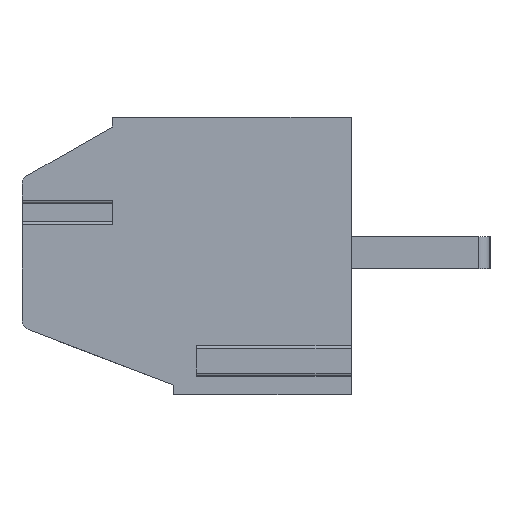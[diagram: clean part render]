
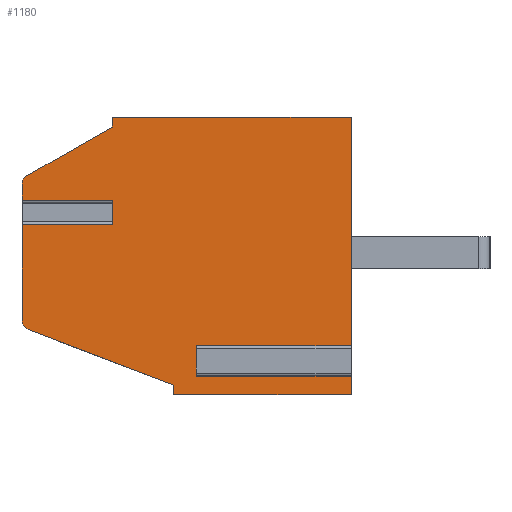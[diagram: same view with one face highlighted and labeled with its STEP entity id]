
A CAD part, left-side view. The second image highlights one B-rep face of the part: STEP entity #1180.
In plain terms, the highlighted planar face has unit normal (-1, 0, 0).
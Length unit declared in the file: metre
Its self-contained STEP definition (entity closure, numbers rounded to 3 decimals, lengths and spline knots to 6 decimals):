
#1180=ADVANCED_FACE('',(#2687),#2688,.T.);
#2687=FACE_OUTER_BOUND('',#4534,.T.);
#2688=PLANE('',#4535);
#4534=EDGE_LOOP('',(#8133,#8134,#8135,#8136,#8137,#8138,#8139,#8140,#8141,#8142,#8143,#8144,#8145,#8146,#8147,#8148,#8149,#8150));
#4535=AXIS2_PLACEMENT_3D('',#8151,#8152,#8153);
#8133=ORIENTED_EDGE('',*,*,#12335,.T.);
#8134=ORIENTED_EDGE('',*,*,#11567,.T.);
#8135=ORIENTED_EDGE('',*,*,#11013,.T.);
#8136=ORIENTED_EDGE('',*,*,#12336,.T.);
#8137=ORIENTED_EDGE('',*,*,#12238,.T.);
#8138=ORIENTED_EDGE('',*,*,#12337,.F.);
#8139=ORIENTED_EDGE('',*,*,#12338,.F.);
#8140=ORIENTED_EDGE('',*,*,#11388,.F.);
#8141=ORIENTED_EDGE('',*,*,#12164,.T.);
#8142=ORIENTED_EDGE('',*,*,#12339,.F.);
#8143=ORIENTED_EDGE('',*,*,#11415,.T.);
#8144=ORIENTED_EDGE('',*,*,#12289,.T.);
#8145=ORIENTED_EDGE('',*,*,#11228,.T.);
#8146=ORIENTED_EDGE('',*,*,#11128,.T.);
#8147=ORIENTED_EDGE('',*,*,#12340,.T.);
#8148=ORIENTED_EDGE('',*,*,#12341,.T.);
#8149=ORIENTED_EDGE('',*,*,#12342,.F.);
#8150=ORIENTED_EDGE('',*,*,#11451,.T.);
#8151=CARTESIAN_POINT('',(0.0,0.0099,-0.002078));
#8152=DIRECTION('',(-1.0,0.,0.0));
#8153=DIRECTION('',(0.0,0.0,1.0));
#11013=EDGE_CURVE('',#13219,#13224,#13226,.T.);
#11128=EDGE_CURVE('',#13343,#13433,#13435,.T.);
#11228=EDGE_CURVE('',#13601,#13343,#13605,.T.);
#11388=EDGE_CURVE('',#13871,#13872,#13873,.T.);
#11415=EDGE_CURVE('',#13908,#13912,#13914,.T.);
#11451=EDGE_CURVE('',#13976,#13974,#13977,.T.);
#11567=EDGE_CURVE('',#14173,#13219,#14174,.T.);
#12164=EDGE_CURVE('',#13871,#15126,#15127,.T.);
#12238=EDGE_CURVE('',#15226,#15230,#15232,.T.);
#12289=EDGE_CURVE('',#13912,#13601,#15304,.T.);
#12335=EDGE_CURVE('',#13974,#14173,#15371,.T.);
#12336=EDGE_CURVE('',#13224,#15226,#15372,.T.);
#12337=EDGE_CURVE('',#15373,#15230,#15374,.T.);
#12338=EDGE_CURVE('',#13872,#15373,#15375,.T.);
#12339=EDGE_CURVE('',#13908,#15126,#15376,.T.);
#12340=EDGE_CURVE('',#13433,#15377,#15378,.T.);
#12341=EDGE_CURVE('',#15377,#15379,#15380,.T.);
#12342=EDGE_CURVE('',#13976,#15379,#15381,.T.);
#13219=VERTEX_POINT('',#16454);
#13224=VERTEX_POINT('',#16461);
#13226=LINE('',#16464,#16465);
#13343=VERTEX_POINT('',#16623);
#13433=VERTEX_POINT('',#16759);
#13435=LINE('',#16762,#16763);
#13601=VERTEX_POINT('',#16992);
#13605=LINE('',#16998,#16999);
#13871=VERTEX_POINT('',#17371);
#13872=VERTEX_POINT('',#17372);
#13873=LINE('',#17373,#17374);
#13908=VERTEX_POINT('',#17423);
#13912=VERTEX_POINT('',#17428);
#13914=CIRCLE('',#17431,0.0003);
#13974=VERTEX_POINT('',#17514);
#13976=VERTEX_POINT('',#17516);
#13977=LINE('',#17517,#17518);
#14173=VERTEX_POINT('',#17805);
#14174=LINE('',#17806,#17807);
#15126=VERTEX_POINT('',#19196);
#15127=LINE('',#19197,#19198);
#15226=VERTEX_POINT('',#19361);
#15230=VERTEX_POINT('',#19366);
#15232=CIRCLE('',#19369,0.0003);
#15304=LINE('',#19472,#19473);
#15371=LINE('',#19570,#19571);
#15372=LINE('',#19572,#19573);
#15373=VERTEX_POINT('',#19574);
#15374=LINE('',#19575,#19576);
#15375=LINE('',#19577,#19578);
#15376=LINE('',#19579,#19580);
#15377=VERTEX_POINT('',#19581);
#15378=LINE('',#19582,#19583);
#15379=VERTEX_POINT('',#19584);
#15380=LINE('',#19585,#19586);
#15381=LINE('',#19587,#19588);
#16454=CARTESIAN_POINT('',(0.0,0.0074,0.0));
#16461=CARTESIAN_POINT('',(0.0,0.0074,-0.000304));
#16464=CARTESIAN_POINT('',(0.0,0.0074,-0.000304));
#16465=VECTOR('',#20817,1.0);
#16623=CARTESIAN_POINT('',(0.0,0.0055,-0.0086));
#16759=CARTESIAN_POINT('',(0.0,0.0,-0.0086));
#16762=CARTESIAN_POINT('',(0.0,0.0,-0.0086));
#16763=VECTOR('',#20939,1.0);
#16992=CARTESIAN_POINT('',(0.0,0.0055,-0.0083));
#16998=CARTESIAN_POINT('',(0.0,0.0055,-0.0086));
#16999=VECTOR('',#21047,1.0);
#17371=CARTESIAN_POINT('',(0.,0.0074,-0.003327));
#17372=CARTESIAN_POINT('',(0.,0.0074,-0.002573));
#17373=CARTESIAN_POINT('',(0.0,0.0074,-0.006298));
#17374=VECTOR('',#21214,1.0);
#17423=CARTESIAN_POINT('',(0.0,0.0102,-0.006298));
#17428=CARTESIAN_POINT('',(0.0,0.010007,-0.006578));
#17431=AXIS2_PLACEMENT_3D('',#21246,#21247,#21248);
#17514=CARTESIAN_POINT('',(0.0,0.0,-0.007173));
#17516=CARTESIAN_POINT('',(0.0,0.0048,-0.007173));
#17517=CARTESIAN_POINT('',(0.0,0.0,-0.007173));
#17518=VECTOR('',#21287,1.0);
#17805=CARTESIAN_POINT('',(0.0,0.0,0.0));
#17806=CARTESIAN_POINT('',(0.0,0.0074,0.0));
#17807=VECTOR('',#21394,1.0);
#19196=CARTESIAN_POINT('',(0.,0.0102,-0.003327));
#19197=CARTESIAN_POINT('',(0.,-0.004301,-0.003327));
#19198=VECTOR('',#21949,1.0);
#19361=CARTESIAN_POINT('',(0.0,0.010049,-0.001818));
#19366=CARTESIAN_POINT('',(0.0,0.0102,-0.002078));
#19369=AXIS2_PLACEMENT_3D('',#22023,#22024,#22025);
#19472=CARTESIAN_POINT('',(0.0,0.0055,-0.0083));
#19473=VECTOR('',#22072,1.0);
#19570=CARTESIAN_POINT('',(0.0,0.0,0.0));
#19571=VECTOR('',#22112,1.0);
#19572=CARTESIAN_POINT('',(0.0,0.010049,-0.001818));
#19573=VECTOR('',#22113,1.0);
#19574=CARTESIAN_POINT('',(0.,0.0102,-0.002573));
#19575=CARTESIAN_POINT('',(0.0,0.0102,-0.006298));
#19576=VECTOR('',#22114,1.0);
#19577=CARTESIAN_POINT('',(0.,-0.004301,-0.002573));
#19578=VECTOR('',#22115,1.0);
#19579=CARTESIAN_POINT('',(0.0,0.0102,-0.006298));
#19580=VECTOR('',#22116,1.0);
#19581=CARTESIAN_POINT('',(0.0,0.0,-0.007927));
#19582=CARTESIAN_POINT('',(0.0,0.0,0.0));
#19583=VECTOR('',#22117,1.0);
#19584=CARTESIAN_POINT('',(0.,0.0048,-0.007927));
#19585=CARTESIAN_POINT('',(0.0,0.0048,-0.007927));
#19586=VECTOR('',#22118,1.0);
#19587=CARTESIAN_POINT('',(0.0,0.0048,-0.007754));
#19588=VECTOR('',#22119,1.0);
#20817=DIRECTION('',(0.0,0.0,-1.0));
#20939=DIRECTION('',(0.0,-1.0,0.));
#21047=DIRECTION('',(0.0,0.0,-1.0));
#21214=DIRECTION('',(0.0,0.0,1.0));
#21246=CARTESIAN_POINT('',(0.0,0.0099,-0.006298));
#21247=DIRECTION('',(-1.0,0.,0.0));
#21248=DIRECTION('',(0.0,0.0,1.0));
#21287=DIRECTION('',(0.0,-1.0,0.0));
#21394=DIRECTION('',(0.0,1.0,0.0));
#21949=DIRECTION('',(0.0,1.0,0.0));
#22023=CARTESIAN_POINT('',(0.0,0.0099,-0.002078));
#22024=DIRECTION('',(-1.0,0.,0.0));
#22025=DIRECTION('',(0.0,0.0,1.0));
#22072=DIRECTION('',(0.0,-0.934,-0.357));
#22112=DIRECTION('',(0.0,0.0,1.0));
#22113=DIRECTION('',(0.0,0.868,-0.496));
#22114=DIRECTION('',(0.0,0.0,1.0));
#22115=DIRECTION('',(0.0,1.0,0.0));
#22116=DIRECTION('',(0.0,0.0,1.0));
#22117=DIRECTION('',(0.0,0.0,1.0));
#22118=DIRECTION('',(0.0,1.0,0.0));
#22119=DIRECTION('',(0.0,0.0,-1.0));
